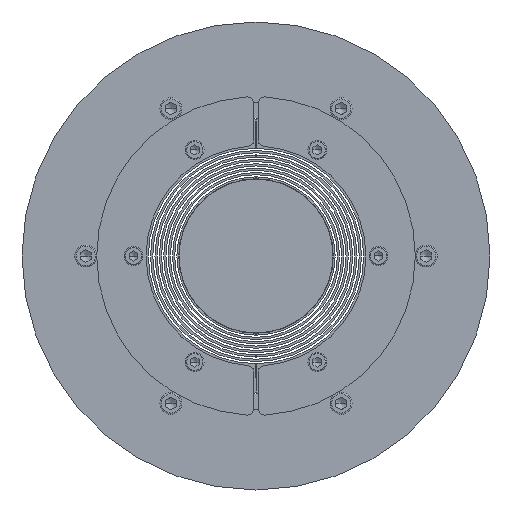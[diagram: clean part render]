
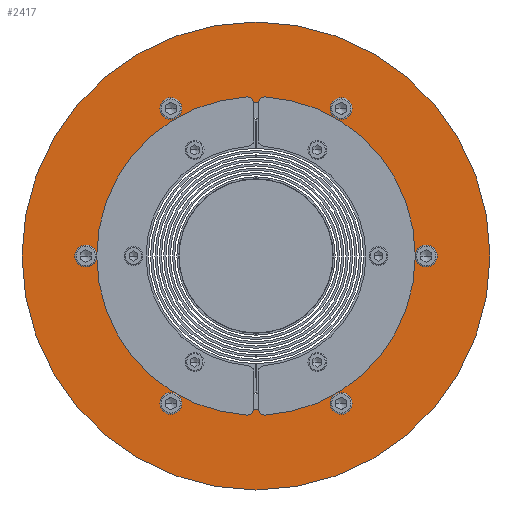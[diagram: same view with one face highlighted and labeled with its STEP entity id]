
A CAD part, left-side view. The second image highlights one B-rep face of the part: STEP entity #2417.
In plain terms, the highlighted face is planar.
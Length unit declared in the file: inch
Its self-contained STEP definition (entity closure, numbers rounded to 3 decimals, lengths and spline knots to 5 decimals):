
#1859=CARTESIAN_POINT('',(69.85,0.0,2.0));
#1860=VERTEX_POINT('',#1859);
#1876=CARTESIAN_POINT('',(-69.85,0.,2.0));
#1877=VERTEX_POINT('',#1876);
#1884=CARTESIAN_POINT('',(0.,0.0,2.0));
#1885=DIRECTION('',(0.0,0.0,1.0));
#1886=DIRECTION('',(1.0,0.0,0.0));
#1887=AXIS2_PLACEMENT_3D('',#1884,#1885,#1886);
#1888=CIRCLE('',#1887,69.85);
#1889=EDGE_CURVE('',#1877,#1860,#1888,.T.);
#1901=CARTESIAN_POINT('',(106.5,0.0,2.0));
#1902=VERTEX_POINT('',#1901);
#1918=CARTESIAN_POINT('',(-106.5,0.,2.0));
#1919=VERTEX_POINT('',#1918);
#1926=CARTESIAN_POINT('',(0.,0.0,2.0));
#1927=DIRECTION('',(0.0,0.0,-1.0));
#1928=DIRECTION('',(1.0,0.0,0.0));
#1929=AXIS2_PLACEMENT_3D('',#1926,#1927,#1928);
#1930=CIRCLE('',#1929,106.5);
#1931=EDGE_CURVE('',#1919,#1902,#1930,.T.);
#1941=CARTESIAN_POINT('',(3.25,77.5,2.0));
#1942=VERTEX_POINT('',#1941);
#1951=CARTESIAN_POINT('',(-3.25,77.5,2.0));
#1952=VERTEX_POINT('',#1951);
#1953=CARTESIAN_POINT('',(0.0,77.5,2.0));
#1954=DIRECTION('',(0.0,0.0,-1.0));
#1955=DIRECTION('',(1.0,0.0,0.0));
#1956=AXIS2_PLACEMENT_3D('',#1953,#1954,#1955);
#1957=CIRCLE('',#1956,3.25);
#1958=EDGE_CURVE('',#1952,#1942,#1957,.T.);
#1983=CARTESIAN_POINT('',(68.74197,35.93542,2.0));
#1984=VERTEX_POINT('',#1983);
#1993=CARTESIAN_POINT('',(65.49197,41.56458,2.0));
#1994=VERTEX_POINT('',#1993);
#1995=CARTESIAN_POINT('',(67.11697,38.75,2.0));
#1996=DIRECTION('',(0.0,0.0,-1.0));
#1997=DIRECTION('',(0.5,-0.866,0.0));
#1998=AXIS2_PLACEMENT_3D('',#1995,#1996,#1997);
#1999=CIRCLE('',#1998,3.25);
#2000=EDGE_CURVE('',#1994,#1984,#1999,.T.);
#2025=CARTESIAN_POINT('',(65.49197,-41.56458,2.0));
#2026=VERTEX_POINT('',#2025);
#2035=CARTESIAN_POINT('',(68.74197,-35.93542,2.0));
#2036=VERTEX_POINT('',#2035);
#2037=CARTESIAN_POINT('',(67.11697,-38.75,2.0));
#2038=DIRECTION('',(0.0,0.0,-1.));
#2039=DIRECTION('',(-0.5,-0.866,0.0));
#2040=AXIS2_PLACEMENT_3D('',#2037,#2038,#2039);
#2041=CIRCLE('',#2040,3.25);
#2042=EDGE_CURVE('',#2036,#2026,#2041,.T.);
#2067=CARTESIAN_POINT('',(-3.25,-77.5,2.0));
#2068=VERTEX_POINT('',#2067);
#2077=CARTESIAN_POINT('',(3.25,-77.5,2.0));
#2078=VERTEX_POINT('',#2077);
#2079=CARTESIAN_POINT('',(0.,-77.5,2.0));
#2080=DIRECTION('',(0.0,0.0,-1.0));
#2081=DIRECTION('',(-1.0,0.0,0.0));
#2082=AXIS2_PLACEMENT_3D('',#2079,#2080,#2081);
#2083=CIRCLE('',#2082,3.25);
#2084=EDGE_CURVE('',#2078,#2068,#2083,.T.);
#2109=CARTESIAN_POINT('',(-68.74197,-35.93542,2.0));
#2110=VERTEX_POINT('',#2109);
#2119=CARTESIAN_POINT('',(-65.49197,-41.56458,2.0));
#2120=VERTEX_POINT('',#2119);
#2121=CARTESIAN_POINT('',(-67.11697,-38.75,2.0));
#2122=DIRECTION('',(0.0,0.0,-1.0));
#2123=DIRECTION('',(-0.5,0.866,0.0));
#2124=AXIS2_PLACEMENT_3D('',#2121,#2122,#2123);
#2125=CIRCLE('',#2124,3.25);
#2126=EDGE_CURVE('',#2120,#2110,#2125,.T.);
#2151=CARTESIAN_POINT('',(-65.49197,41.56458,2.0));
#2152=VERTEX_POINT('',#2151);
#2161=CARTESIAN_POINT('',(-68.74197,35.93542,2.0));
#2162=VERTEX_POINT('',#2161);
#2163=CARTESIAN_POINT('',(-67.11697,38.75,2.0));
#2164=DIRECTION('',(0.0,0.0,-1.0));
#2165=DIRECTION('',(0.5,0.866,0.0));
#2166=AXIS2_PLACEMENT_3D('',#2163,#2164,#2165);
#2167=CIRCLE('',#2166,3.25);
#2168=EDGE_CURVE('',#2162,#2152,#2167,.T.);
#2202=CARTESIAN_POINT('',(-67.11697,38.75,2.0));
#2203=DIRECTION('',(0.0,0.0,-1.0));
#2204=DIRECTION('',(0.5,0.866,0.0));
#2205=AXIS2_PLACEMENT_3D('',#2202,#2203,#2204);
#2206=CIRCLE('',#2205,3.25);
#2207=EDGE_CURVE('',#2152,#2162,#2206,.T.);
#2226=CARTESIAN_POINT('',(-67.11697,-38.75,2.0));
#2227=DIRECTION('',(0.0,0.0,-1.0));
#2228=DIRECTION('',(-0.5,0.866,0.0));
#2229=AXIS2_PLACEMENT_3D('',#2226,#2227,#2228);
#2230=CIRCLE('',#2229,3.25);
#2231=EDGE_CURVE('',#2110,#2120,#2230,.T.);
#2250=CARTESIAN_POINT('',(0.,-77.5,2.0));
#2251=DIRECTION('',(0.0,0.0,-1.0));
#2252=DIRECTION('',(-1.0,0.0,0.0));
#2253=AXIS2_PLACEMENT_3D('',#2250,#2251,#2252);
#2254=CIRCLE('',#2253,3.25);
#2255=EDGE_CURVE('',#2068,#2078,#2254,.T.);
#2274=CARTESIAN_POINT('',(67.11697,-38.75,2.0));
#2275=DIRECTION('',(0.0,0.0,-1.));
#2276=DIRECTION('',(-0.5,-0.866,0.0));
#2277=AXIS2_PLACEMENT_3D('',#2274,#2275,#2276);
#2278=CIRCLE('',#2277,3.25);
#2279=EDGE_CURVE('',#2026,#2036,#2278,.T.);
#2298=CARTESIAN_POINT('',(67.11697,38.75,2.0));
#2299=DIRECTION('',(0.0,0.0,-1.0));
#2300=DIRECTION('',(0.5,-0.866,0.0));
#2301=AXIS2_PLACEMENT_3D('',#2298,#2299,#2300);
#2302=CIRCLE('',#2301,3.25);
#2303=EDGE_CURVE('',#1984,#1994,#2302,.T.);
#2322=CARTESIAN_POINT('',(0.0,77.5,2.0));
#2323=DIRECTION('',(0.0,0.0,-1.0));
#2324=DIRECTION('',(1.0,0.0,0.0));
#2325=AXIS2_PLACEMENT_3D('',#2322,#2323,#2324);
#2326=CIRCLE('',#2325,3.25);
#2327=EDGE_CURVE('',#1942,#1952,#2326,.T.);
#2338=CARTESIAN_POINT('',(0.,0.0,2.0));
#2339=DIRECTION('',(0.0,0.0,-1.0));
#2340=DIRECTION('',(1.0,0.0,0.0));
#2341=AXIS2_PLACEMENT_3D('',#2338,#2339,#2340);
#2342=CIRCLE('',#2341,106.5);
#2343=EDGE_CURVE('',#1902,#1919,#2342,.T.);
#2362=CARTESIAN_POINT('',(0.,0.0,2.0));
#2363=DIRECTION('',(0.0,0.0,1.0));
#2364=DIRECTION('',(1.0,0.0,0.0));
#2365=AXIS2_PLACEMENT_3D('',#2362,#2363,#2364);
#2366=CIRCLE('',#2365,69.85);
#2367=EDGE_CURVE('',#1860,#1877,#2366,.T.);
#2380=CARTESIAN_POINT('',(0.,0.0,2.0));
#2381=DIRECTION('',(0.0,0.0,1.0));
#2382=DIRECTION('',(1.0,0.0,0.0));
#2383=AXIS2_PLACEMENT_3D('',#2380,#2381,#2382);
#2384=PLANE('',#2383);
#2385=ORIENTED_EDGE('',*,*,#2343,.F.);
#2386=ORIENTED_EDGE('',*,*,#1931,.F.);
#2387=EDGE_LOOP('',(#2385,#2386));
#2388=FACE_OUTER_BOUND('',#2387,.T.);
#2389=ORIENTED_EDGE('',*,*,#2168,.T.);
#2390=ORIENTED_EDGE('',*,*,#2207,.T.);
#2391=EDGE_LOOP('',(#2389,#2390));
#2392=FACE_BOUND('',#2391,.T.);
#2393=ORIENTED_EDGE('',*,*,#2126,.T.);
#2394=ORIENTED_EDGE('',*,*,#2231,.T.);
#2395=EDGE_LOOP('',(#2393,#2394));
#2396=FACE_BOUND('',#2395,.T.);
#2397=ORIENTED_EDGE('',*,*,#2084,.T.);
#2398=ORIENTED_EDGE('',*,*,#2255,.T.);
#2399=EDGE_LOOP('',(#2397,#2398));
#2400=FACE_BOUND('',#2399,.T.);
#2401=ORIENTED_EDGE('',*,*,#2042,.T.);
#2402=ORIENTED_EDGE('',*,*,#2279,.T.);
#2403=EDGE_LOOP('',(#2401,#2402));
#2404=FACE_BOUND('',#2403,.T.);
#2405=ORIENTED_EDGE('',*,*,#2000,.T.);
#2406=ORIENTED_EDGE('',*,*,#2303,.T.);
#2407=EDGE_LOOP('',(#2405,#2406));
#2408=FACE_BOUND('',#2407,.T.);
#2409=ORIENTED_EDGE('',*,*,#1958,.T.);
#2410=ORIENTED_EDGE('',*,*,#2327,.T.);
#2411=EDGE_LOOP('',(#2409,#2410));
#2412=FACE_BOUND('',#2411,.T.);
#2413=ORIENTED_EDGE('',*,*,#2367,.F.);
#2414=ORIENTED_EDGE('',*,*,#1889,.F.);
#2415=EDGE_LOOP('',(#2413,#2414));
#2416=FACE_BOUND('',#2415,.T.);
#2417=ADVANCED_FACE('',(#2388,#2392,#2396,#2400,#2404,#2408,#2412,#2416),#2384,.T.);
